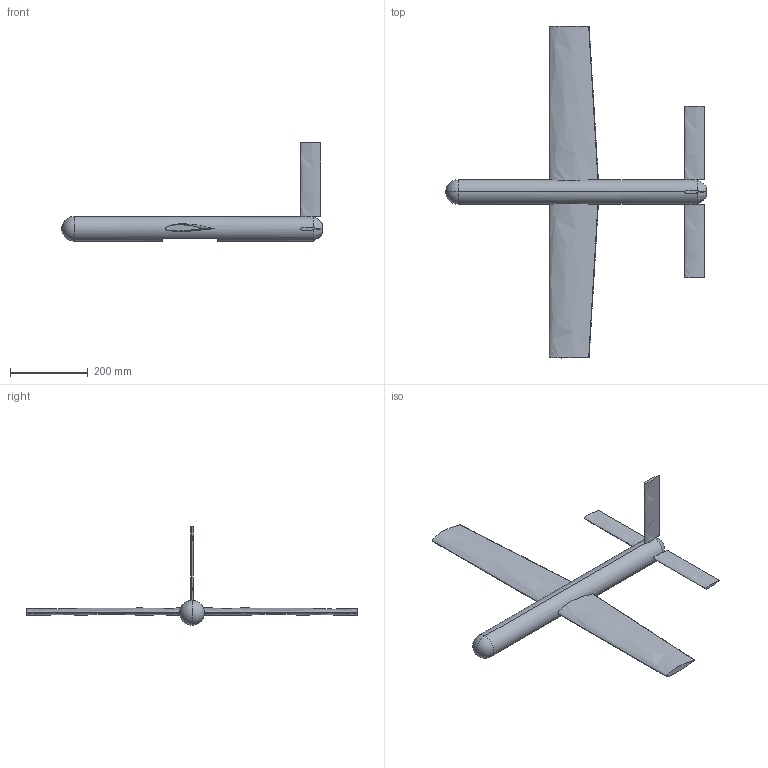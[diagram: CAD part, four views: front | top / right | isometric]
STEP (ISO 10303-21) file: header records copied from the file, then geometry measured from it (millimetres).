
FILE_DESCRIPTION (( 'STEP AP203' ), '1' );
FILE_NAME ('Buoyancy Model.STEP', '2021-03-05T22:43:27', ( '' ), ( '' ), 'SwSTEP 2.0', 'SolidWorks 2020', '' );
FILE_SCHEMA (( 'CONFIG_CONTROL_DESIGN' ));
Length unit declared in the file: inch
Products named in the file (1): Buoyancy Model
Bounding box: 670 x 854 x 252.9 mm (x, y, z)
Volume: 3279884.8 mm3; surface area: 380701.7 mm2
Topology: 1 solids, 1 shells, 29 faces, 68 edges, 41 vertices
Faces by surface type: bspline 12, plane 9, cylinder 6, sphere 2
Entity records: 5120 total; most frequent: CARTESIAN_POINT 4488, ORIENTED_EDGE 128, DIRECTION 86, EDGE_CURVE 64, VERTEX_POINT 39, AXIS2_PLACEMENT_3D 36, B_SPLINE_CURVE_WITH_KNOTS 32, EDGE_LOOP 31
